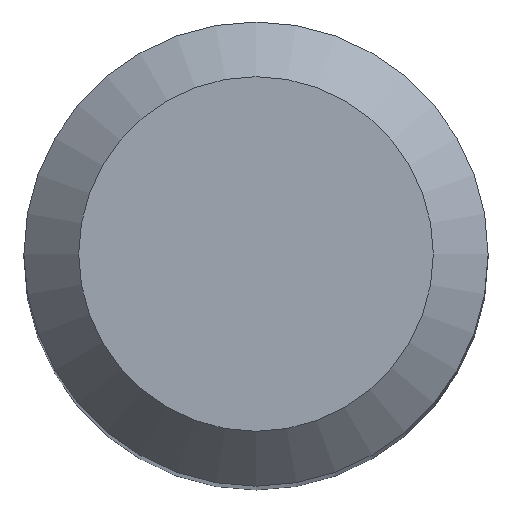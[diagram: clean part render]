
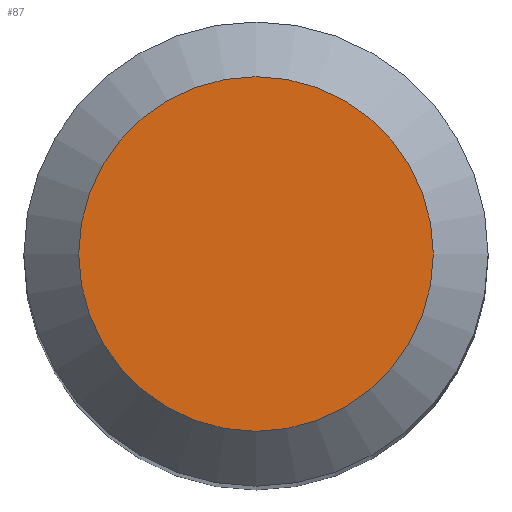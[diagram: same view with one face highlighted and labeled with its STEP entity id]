
A CAD part, top view. The second image highlights one B-rep face of the part: STEP entity #87.
In plain terms, the highlighted planar face has unit normal (0, 0, 1).
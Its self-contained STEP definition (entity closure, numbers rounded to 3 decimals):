
#50=PLANE('',#358);
#71=CIRCLE('',#355,4.85);
#87=ADVANCED_FACE('',(#101),#50,.F.);
#101=FACE_OUTER_BOUND('',#122,.T.);
#122=EDGE_LOOP('',(#201));
#201=ORIENTED_EDGE('',*,*,#272,.F.);
#232=VERTEX_POINT('',#1078);
#272=EDGE_CURVE('',#232,#232,#71,.T.);
#355=AXIS2_PLACEMENT_3D('',#1077,#411,#412);
#358=AXIS2_PLACEMENT_3D('',#1081,#417,#418);
#411=DIRECTION('',(0.,0.,-1.));
#412=DIRECTION('',(-1.,0.,0.));
#417=DIRECTION('',(0.,0.,-1.));
#418=DIRECTION('',(1.,0.,0.));
#1077=CARTESIAN_POINT('',(0.,0.,0.));
#1078=CARTESIAN_POINT('',(-4.85,0.,0.));
#1081=CARTESIAN_POINT('',(0.,4.85,0.));
